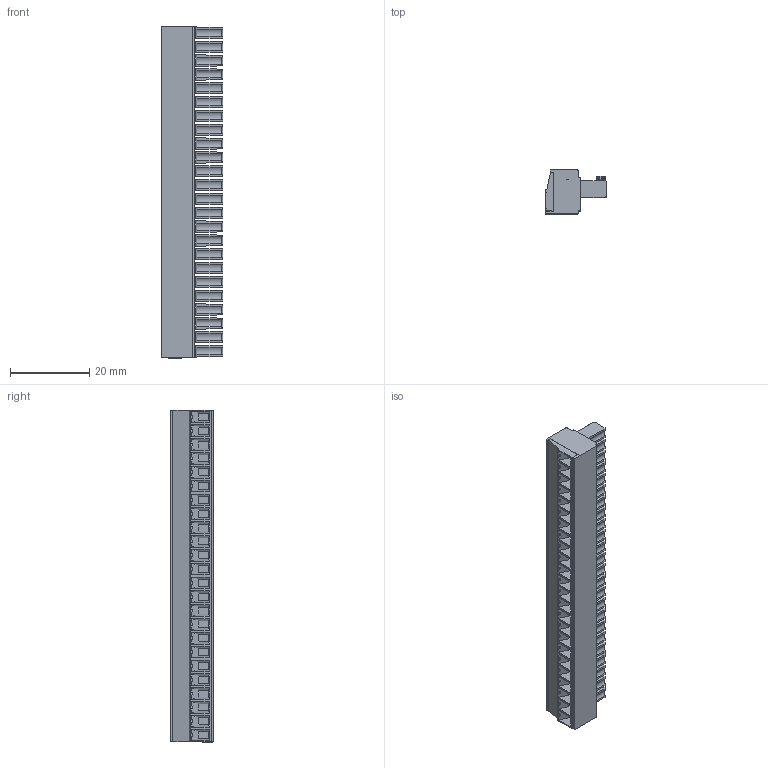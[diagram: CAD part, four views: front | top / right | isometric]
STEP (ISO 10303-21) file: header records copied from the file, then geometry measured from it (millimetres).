
FILE_DESCRIPTION(('STEP AP214'),'1');
FILE_NAME('SH24-3,5.stp','2018-11-19T08:22:20',(' '),(' '),'Spatial InterOp 3D',' ',' ');
FILE_SCHEMA(('AUTOMOTIVE_DESIGN { 1 0 10303 214 1 1 1 1 }'));
Length unit declared in the file: metre
Products named in the file (1): 1
Bounding box: 15.5 x 11.1 x 84 mm (x, y, z)
Volume: 7896.5 mm3; surface area: 9184.5 mm2
Topology: 1 solids, 1 shells, 1954 faces, 5207 edges, 3325 vertices
Faces by surface type: plane 1326, cylinder 436, torus 72, cone 72, sphere 48
Full cylindrical faces by diameter (mm): 1.2 x24, 2.8 x24, 3 x24
Entity records: 74919 total; most frequent: CARTESIAN_POINT 11485, ORIENTED_EDGE 9884, DIRECTION 9720, EDGE_CURVE 4942, LINE 3682, VECTOR 3682, VERTEX_POINT 3252, AXIS2_PLACEMENT_3D 3019
